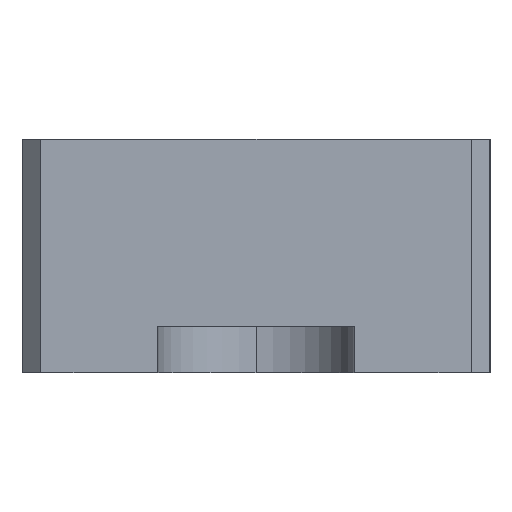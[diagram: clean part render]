
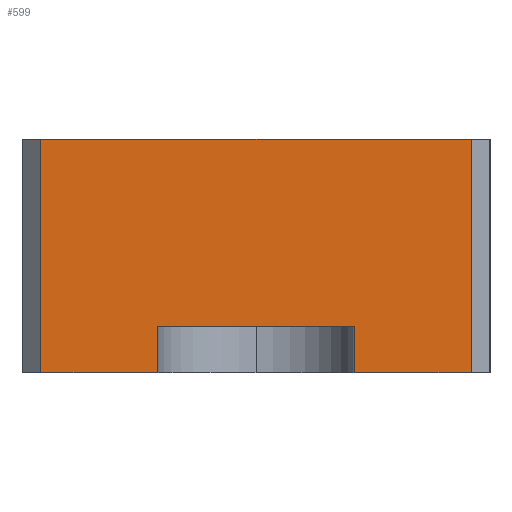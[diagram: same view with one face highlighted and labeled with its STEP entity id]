
A CAD part, left-side view. The second image highlights one B-rep face of the part: STEP entity #599.
In plain terms, the highlighted planar face has unit normal (-1, 0, 0).
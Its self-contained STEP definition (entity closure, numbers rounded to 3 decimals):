
#5 = LINE ( 'NONE', #209, #168 ) ;
#7 = EDGE_CURVE ( 'NONE', #128, #97, #5, .T. ) ;
#10 = VECTOR ( 'NONE', #221, 1000. ) ;
#12 = CARTESIAN_POINT ( 'NONE',  ( -128., -23., 5. ) ) ;
#32 = DIRECTION ( 'NONE',  ( -1., 0., 0. ) ) ;
#40 = ORIENTED_EDGE ( 'NONE', *, *, #7, .F. ) ;
#48 = EDGE_CURVE ( 'NONE', #219, #448, #286, .T. ) ;
#52 = VERTEX_POINT ( 'NONE', #233 ) ;
#56 = ORIENTED_EDGE ( 'NONE', *, *, #269, .T. ) ;
#87 = EDGE_CURVE ( 'NONE', #52, #293, #347, .T. ) ;
#88 = CARTESIAN_POINT ( 'NONE',  ( -128., 23., 25. ) ) ;
#95 = LINE ( 'NONE', #256, #10 ) ;
#97 = VERTEX_POINT ( 'NONE', #614 ) ;
#127 = CARTESIAN_POINT ( 'NONE',  ( -128., -23., 0. ) ) ;
#128 = VERTEX_POINT ( 'NONE', #664 ) ;
#135 = ORIENTED_EDGE ( 'NONE', *, *, #702, .T. ) ;
#155 = CARTESIAN_POINT ( 'NONE',  ( -128., 23., 0. ) ) ;
#168 = VECTOR ( 'NONE', #318, 1000. ) ;
#173 = CARTESIAN_POINT ( 'NONE',  ( -128., 23., 25. ) ) ;
#175 = CARTESIAN_POINT ( 'NONE',  ( -128., 10.5, 0. ) ) ;
#201 = CARTESIAN_POINT ( 'NONE',  ( -128., -10.5, 5. ) ) ;
#202 = VECTOR ( 'NONE', #411, 1000. ) ;
#209 = CARTESIAN_POINT ( 'NONE',  ( -128., -23., 0. ) ) ;
#219 = VERTEX_POINT ( 'NONE', #88 ) ;
#221 = DIRECTION ( 'NONE',  ( 0., 0., -1. ) ) ;
#233 = CARTESIAN_POINT ( 'NONE',  ( -128., 10.5, 5. ) ) ;
#256 = CARTESIAN_POINT ( 'NONE',  ( -128., 10.5, 25. ) ) ;
#269 = EDGE_CURVE ( 'NONE', #293, #97, #574, .T. ) ;
#275 = EDGE_CURVE ( 'NONE', #379, #128, #407, .T. ) ;
#283 = ORIENTED_EDGE ( 'NONE', *, *, #472, .F. ) ;
#286 = LINE ( 'NONE', #173, #435 ) ;
#293 = VERTEX_POINT ( 'NONE', #201 ) ;
#296 = DIRECTION ( 'NONE',  ( 0., -1., 0. ) ) ;
#318 = DIRECTION ( 'NONE',  ( 0., 1., 0. ) ) ;
#347 = LINE ( 'NONE', #12, #660 ) ;
#348 = VECTOR ( 'NONE', #493, 1000. ) ;
#352 = ORIENTED_EDGE ( 'NONE', *, *, #87, .T. ) ;
#361 = PLANE ( 'NONE',  #645 ) ;
#370 = CARTESIAN_POINT ( 'NONE',  ( -128., -23., 25. ) ) ;
#379 = VERTEX_POINT ( 'NONE', #603 ) ;
#403 = EDGE_CURVE ( 'NONE', #52, #495, #95, .T. ) ;
#407 = LINE ( 'NONE', #630, #641 ) ;
#410 = CARTESIAN_POINT ( 'NONE',  ( -128., -23., 25. ) ) ;
#411 = DIRECTION ( 'NONE',  ( 0., 0., -1. ) ) ;
#435 = VECTOR ( 'NONE', #564, 1000. ) ;
#448 = VERTEX_POINT ( 'NONE', #155 ) ;
#464 = DIRECTION ( 'NONE',  ( 0., 0., -1. ) ) ;
#472 = EDGE_CURVE ( 'NONE', #495, #448, #610, .T. ) ;
#487 = ORIENTED_EDGE ( 'NONE', *, *, #403, .F. ) ;
#493 = DIRECTION ( 'NONE',  ( 0., 1., 0. ) ) ;
#495 = VERTEX_POINT ( 'NONE', #175 ) ;
#500 = DIRECTION ( 'NONE',  ( 0., 1., 0. ) ) ;
#518 = VECTOR ( 'NONE', #500, 1000. ) ;
#524 = DIRECTION ( 'NONE',  ( 0., 0., -1. ) ) ;
#541 = EDGE_LOOP ( 'NONE', ( #352, #56, #40, #615, #135, #698, #283, #487 ) ) ;
#564 = DIRECTION ( 'NONE',  ( 0., 0., -1. ) ) ;
#574 = LINE ( 'NONE', #691, #202 ) ;
#582 = FACE_OUTER_BOUND ( 'NONE', #541, .T. ) ;
#586 = LINE ( 'NONE', #370, #348 ) ;
#599 = ADVANCED_FACE ( 'NONE', ( #582 ), #361, .T. ) ;
#603 = CARTESIAN_POINT ( 'NONE',  ( -128., -23., 25. ) ) ;
#610 = LINE ( 'NONE', #127, #518 ) ;
#614 = CARTESIAN_POINT ( 'NONE',  ( -128., -10.5, 0. ) ) ;
#615 = ORIENTED_EDGE ( 'NONE', *, *, #275, .F. ) ;
#630 = CARTESIAN_POINT ( 'NONE',  ( -128., -23., 25. ) ) ;
#641 = VECTOR ( 'NONE', #464, 1000. ) ;
#645 = AXIS2_PLACEMENT_3D ( 'NONE', #410, #32, #524 ) ;
#660 = VECTOR ( 'NONE', #296, 1000. ) ;
#664 = CARTESIAN_POINT ( 'NONE',  ( -128., -23., 0. ) ) ;
#691 = CARTESIAN_POINT ( 'NONE',  ( -128., -10.5, 25. ) ) ;
#698 = ORIENTED_EDGE ( 'NONE', *, *, #48, .T. ) ;
#702 = EDGE_CURVE ( 'NONE', #379, #219, #586, .T. ) ;
